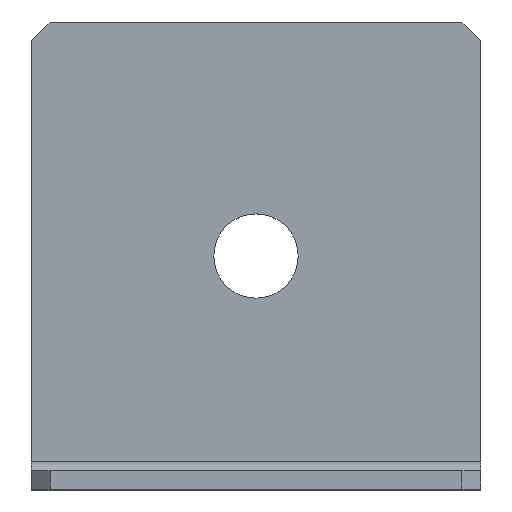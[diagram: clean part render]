
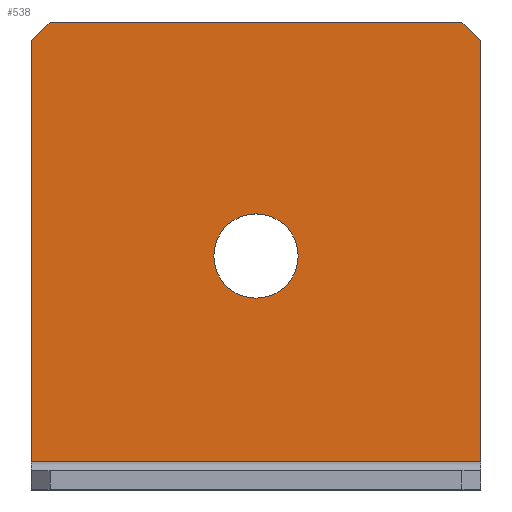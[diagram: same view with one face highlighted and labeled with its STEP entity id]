
A CAD part, top view. The second image highlights one B-rep face of the part: STEP entity #538.
In plain terms, the highlighted planar face has unit normal (0, 0, 1).
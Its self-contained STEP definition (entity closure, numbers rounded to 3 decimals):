
#7 = DIRECTION ( 'NONE',  ( 1., 0., 0. ) ) ;
#13 = VERTEX_POINT ( 'NONE', #652 ) ;
#15 = DIRECTION ( 'NONE',  ( 0., 0., 1. ) ) ;
#26 = ORIENTED_EDGE ( 'NONE', *, *, #264, .T. ) ;
#37 = VERTEX_POINT ( 'NONE', #247 ) ;
#49 = VERTEX_POINT ( 'NONE', #494 ) ;
#55 = CARTESIAN_POINT ( 'NONE',  ( -24., 3., 2. ) ) ;
#57 = VECTOR ( 'NONE', #534, 1000. ) ;
#93 = CIRCLE ( 'NONE', #212, 4.5 ) ;
#98 = EDGE_CURVE ( 'NONE', #162, #271, #376, .T. ) ;
#99 = CARTESIAN_POINT ( 'NONE',  ( 24., 3., 2. ) ) ;
#103 = DIRECTION ( 'NONE',  ( -0.707, 0.707, 0. ) ) ;
#109 = CARTESIAN_POINT ( 'NONE',  ( 0., 25., 2. ) ) ;
#113 = EDGE_CURVE ( 'NONE', #465, #671, #620, .T. ) ;
#122 = DIRECTION ( 'NONE',  ( 1., 0., 0. ) ) ;
#139 = FACE_OUTER_BOUND ( 'NONE', #314, .T. ) ;
#141 = EDGE_LOOP ( 'NONE', ( #328, #495 ) ) ;
#142 = PLANE ( 'NONE',  #569 ) ;
#148 = CARTESIAN_POINT ( 'NONE',  ( -24., 0., 2. ) ) ;
#150 = DIRECTION ( 'NONE',  ( -1., 0., 0. ) ) ;
#162 = VERTEX_POINT ( 'NONE', #464 ) ;
#172 = LINE ( 'NONE', #327, #57 ) ;
#173 = EDGE_CURVE ( 'NONE', #13, #465, #640, .T. ) ;
#175 = DIRECTION ( 'NONE',  ( 0., 0., 1. ) ) ;
#185 = EDGE_CURVE ( 'NONE', #665, #37, #655, .T. ) ;
#198 = LINE ( 'NONE', #619, #232 ) ;
#211 = CARTESIAN_POINT ( 'NONE',  ( 22., 50., 2. ) ) ;
#212 = AXIS2_PLACEMENT_3D ( 'NONE', #551, #175, #122 ) ;
#232 = VECTOR ( 'NONE', #364, 1000. ) ;
#247 = CARTESIAN_POINT ( 'NONE',  ( 4.5, 25., 2. ) ) ;
#251 = FACE_BOUND ( 'NONE', #141, .T. ) ;
#253 = VECTOR ( 'NONE', #103, 1000. ) ;
#258 = DIRECTION ( 'NONE',  ( -1., 0., 0. ) ) ;
#264 = EDGE_CURVE ( 'NONE', #671, #49, #172, .T. ) ;
#271 = VERTEX_POINT ( 'NONE', #55 ) ;
#275 = VECTOR ( 'NONE', #337, 1000. ) ;
#314 = EDGE_LOOP ( 'NONE', ( #542, #563, #26, #624, #503, #457 ) ) ;
#327 = CARTESIAN_POINT ( 'NONE',  ( -24., 50., 2. ) ) ;
#328 = ORIENTED_EDGE ( 'NONE', *, *, #388, .F. ) ;
#337 = DIRECTION ( 'NONE',  ( 0., 1., 0. ) ) ;
#342 = CARTESIAN_POINT ( 'NONE',  ( -4.5, 25., 2. ) ) ;
#364 = DIRECTION ( 'NONE',  ( -0.707, -0.707, 0. ) ) ;
#366 = DIRECTION ( 'NONE',  ( 0., -1., 0. ) ) ;
#376 = LINE ( 'NONE', #148, #422 ) ;
#379 = CARTESIAN_POINT ( 'NONE',  ( 24., 48., 2. ) ) ;
#388 = EDGE_CURVE ( 'NONE', #37, #665, #93, .T. ) ;
#408 = DIRECTION ( 'NONE',  ( 0., 0., -1. ) ) ;
#422 = VECTOR ( 'NONE', #366, 1000. ) ;
#433 = EDGE_CURVE ( 'NONE', #49, #162, #198, .T. ) ;
#457 = ORIENTED_EDGE ( 'NONE', *, *, #559, .F. ) ;
#464 = CARTESIAN_POINT ( 'NONE',  ( -24., 48., 2. ) ) ;
#465 = VERTEX_POINT ( 'NONE', #666 ) ;
#490 = CARTESIAN_POINT ( 'NONE',  ( 24., 0., 2. ) ) ;
#494 = CARTESIAN_POINT ( 'NONE',  ( -22., 50., 2. ) ) ;
#495 = ORIENTED_EDGE ( 'NONE', *, *, #185, .F. ) ;
#503 = ORIENTED_EDGE ( 'NONE', *, *, #98, .T. ) ;
#514 = VECTOR ( 'NONE', #258, 1000. ) ;
#520 = LINE ( 'NONE', #99, #514 ) ;
#534 = DIRECTION ( 'NONE',  ( -1., 0., 0. ) ) ;
#538 = ADVANCED_FACE ( 'NONE', ( #251, #139 ), #142, .F. ) ;
#542 = ORIENTED_EDGE ( 'NONE', *, *, #173, .T. ) ;
#551 = CARTESIAN_POINT ( 'NONE',  ( 0., 25., 2. ) ) ;
#559 = EDGE_CURVE ( 'NONE', #13, #271, #520, .T. ) ;
#563 = ORIENTED_EDGE ( 'NONE', *, *, #113, .T. ) ;
#569 = AXIS2_PLACEMENT_3D ( 'NONE', #570, #408, #150 ) ;
#570 = CARTESIAN_POINT ( 'NONE',  ( 0., 0., 2. ) ) ;
#619 = CARTESIAN_POINT ( 'NONE',  ( -22., 50., 2. ) ) ;
#620 = LINE ( 'NONE', #379, #253 ) ;
#624 = ORIENTED_EDGE ( 'NONE', *, *, #433, .T. ) ;
#640 = LINE ( 'NONE', #490, #275 ) ;
#652 = CARTESIAN_POINT ( 'NONE',  ( 24., 3., 2. ) ) ;
#655 = CIRCLE ( 'NONE', #678, 4.5 ) ;
#665 = VERTEX_POINT ( 'NONE', #342 ) ;
#666 = CARTESIAN_POINT ( 'NONE',  ( 24., 48., 2. ) ) ;
#671 = VERTEX_POINT ( 'NONE', #211 ) ;
#678 = AXIS2_PLACEMENT_3D ( 'NONE', #109, #15, #7 ) ;
